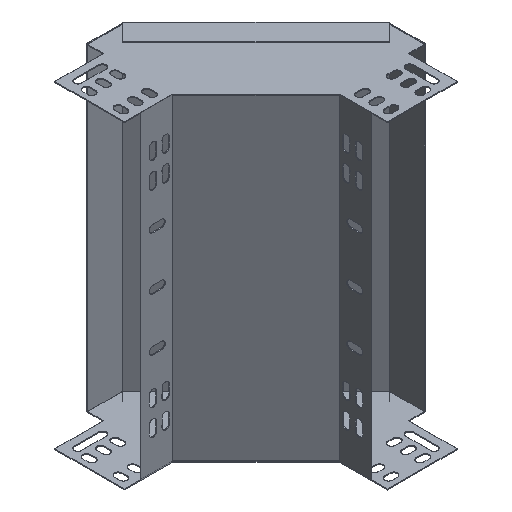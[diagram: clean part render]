
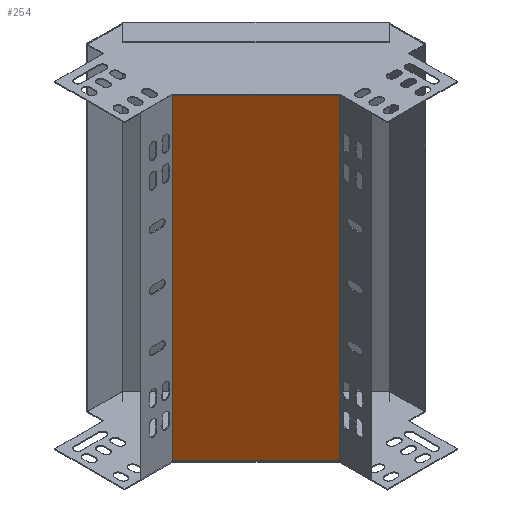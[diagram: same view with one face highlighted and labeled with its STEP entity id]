
A CAD part, isometric view. The second image highlights one B-rep face of the part: STEP entity #254.
In plain terms, the highlighted planar face has unit normal (-0.707, -0.707, 0).
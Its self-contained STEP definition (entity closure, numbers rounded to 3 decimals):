
#83 = FACE_OUTER_BOUND ( 'NONE', #4421, .T. ) ;
#251 = ORIENTED_EDGE ( 'NONE', *, *, #4411, .F. ) ;
#254 = ADVANCED_FACE ( 'NONE', ( #83 ), #8475, .T. ) ;
#277 = CARTESIAN_POINT ( 'NONE',  ( 27.979, -79.156, -29.171 ) ) ;
#308 = CARTESIAN_POINT ( 'NONE',  ( 27.979, -79.156, 270.829 ) ) ;
#464 = ORIENTED_EDGE ( 'NONE', *, *, #4424, .T. ) ;
#722 = VERTEX_POINT ( 'NONE', #1255 ) ;
#992 = DIRECTION ( 'NONE',  ( -0.707, 0.707, 0. ) ) ;
#1024 = CARTESIAN_POINT ( 'NONE',  ( -50.86, -0.316, 270.829 ) ) ;
#1200 = VECTOR ( 'NONE', #1834, 1000. ) ;
#1255 = CARTESIAN_POINT ( 'NONE',  ( 27.976, -79.153, -29.171 ) ) ;
#1457 = LINE ( 'NONE', #1024, #1200 ) ;
#1608 = CARTESIAN_POINT ( 'NONE',  ( 27.979, -79.156, 270.829 ) ) ;
#1834 = DIRECTION ( 'NONE',  ( -0.707, 0.707, 0. ) ) ;
#2135 = AXIS2_PLACEMENT_3D ( 'NONE', #1608, #7827, #5936 ) ;
#2248 = CARTESIAN_POINT ( 'NONE',  ( -11.442, -39.734, -29.171 ) ) ;
#2281 = ORIENTED_EDGE ( 'NONE', *, *, #4412, .F. ) ;
#2509 = ORIENTED_EDGE ( 'NONE', *, *, #4426, .T. ) ;
#3116 = VERTEX_POINT ( 'NONE', #2248 ) ;
#3235 = LINE ( 'NONE', #6785, #6709 ) ;
#3269 = DIRECTION ( 'NONE',  ( 0., 0., -1. ) ) ;
#3298 = DIRECTION ( 'NONE',  ( 0., 0., -1. ) ) ;
#3416 = CARTESIAN_POINT ( 'NONE',  ( 27.976, -79.153, 270.829 ) ) ;
#3464 = VECTOR ( 'NONE', #992, 1000. ) ;
#3907 = LINE ( 'NONE', #277, #3464 ) ;
#4398 = EDGE_CURVE ( 'NONE', #7092, #7218, #5803, .T. ) ;
#4411 = EDGE_CURVE ( 'NONE', #722, #3116, #3907, .T. ) ;
#4412 = EDGE_CURVE ( 'NONE', #5153, #722, #5377, .T. ) ;
#4421 = EDGE_LOOP ( 'NONE', ( #251, #2281, #464, #2509, #6283, #7957 ) ) ;
#4424 = EDGE_CURVE ( 'NONE', #5153, #5610, #7116, .T. ) ;
#4426 = EDGE_CURVE ( 'NONE', #5610, #7092, #1457, .T. ) ;
#4427 = EDGE_CURVE ( 'NONE', #7218, #3116, #3235, .T. ) ;
#5138 = VECTOR ( 'NONE', #5468, 1000. ) ;
#5140 = CARTESIAN_POINT ( 'NONE',  ( -50.86, -0.316, -29.171 ) ) ;
#5153 = VERTEX_POINT ( 'NONE', #3416 ) ;
#5377 = LINE ( 'NONE', #6092, #8583 ) ;
#5468 = DIRECTION ( 'NONE',  ( -0.707, 0.707, 0. ) ) ;
#5610 = VERTEX_POINT ( 'NONE', #7978 ) ;
#5652 = CARTESIAN_POINT ( 'NONE',  ( -50.86, -0.316, 270.829 ) ) ;
#5803 = LINE ( 'NONE', #7367, #8786 ) ;
#5936 = DIRECTION ( 'NONE',  ( 0.707, -0.707, 0. ) ) ;
#6092 = CARTESIAN_POINT ( 'NONE',  ( 27.976, -79.153, 270.829 ) ) ;
#6283 = ORIENTED_EDGE ( 'NONE', *, *, #4398, .T. ) ;
#6709 = VECTOR ( 'NONE', #7421, 1000. ) ;
#6785 = CARTESIAN_POINT ( 'NONE',  ( 27.979, -79.156, -29.171 ) ) ;
#7092 = VERTEX_POINT ( 'NONE', #5652 ) ;
#7116 = LINE ( 'NONE', #308, #5138 ) ;
#7218 = VERTEX_POINT ( 'NONE', #5140 ) ;
#7367 = CARTESIAN_POINT ( 'NONE',  ( -50.86, -0.316, 270.829 ) ) ;
#7421 = DIRECTION ( 'NONE',  ( 0.707, -0.707, 0. ) ) ;
#7827 = DIRECTION ( 'NONE',  ( -0.707, -0.707, 0. ) ) ;
#7957 = ORIENTED_EDGE ( 'NONE', *, *, #4427, .T. ) ;
#7978 = CARTESIAN_POINT ( 'NONE',  ( -11.442, -39.734, 270.829 ) ) ;
#8475 = PLANE ( 'NONE',  #2135 ) ;
#8583 = VECTOR ( 'NONE', #3298, 1000. ) ;
#8786 = VECTOR ( 'NONE', #3269, 1000. ) ;
